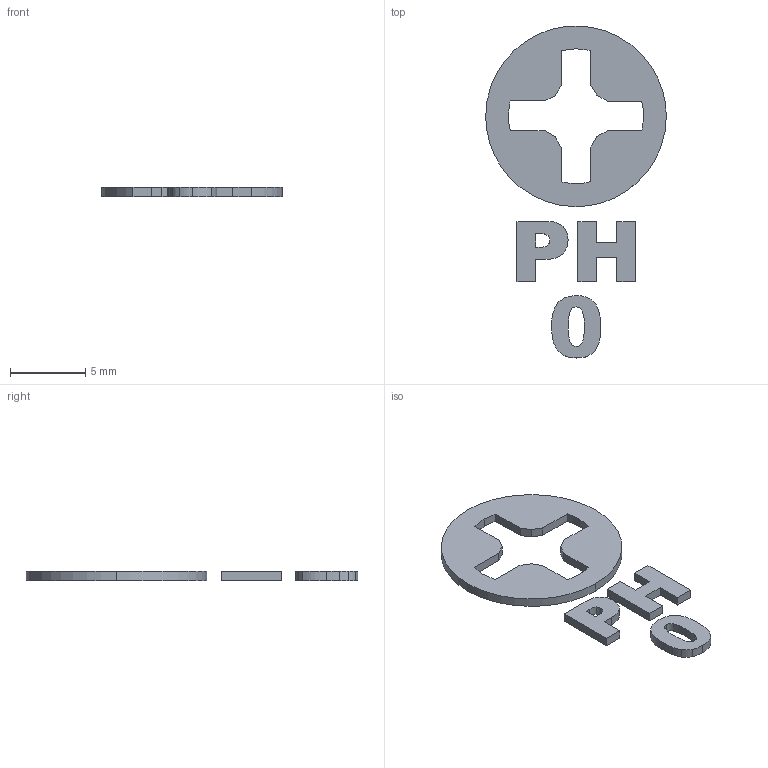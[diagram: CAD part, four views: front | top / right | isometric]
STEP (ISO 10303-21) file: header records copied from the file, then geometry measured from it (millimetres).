
FILE_DESCRIPTION(/* description */ (''),/* implementation_level */ '2;1');
FILE_NAME(/* name */ 'PH 0.step',/* time_stamp */ '2023-03-31T18:00:37+02:00',/* author */ (''),/* organization */ (''),/* preprocessor_version */ 'ST-DEVELOPER v19.2',/* originating_system */ 'Autodesk Translation Framework v11.17.0.187',/* authorisation */ '');
FILE_SCHEMA (('AUTOMOTIVE_DESIGN { 1 0 10303 214 3 1 1 }'));
Length unit declared in the file: millimetre
Products named in the file (1): PH 0
Bounding box: 12 x 22.06 x 0.6 mm (x, y, z)
Volume: 65.7 mm3; surface area: 295.4 mm2
Topology: 4 solids, 4 shells, 86 faces, 234 edges, 156 vertices
Faces by surface type: plane 44, bspline 42
Entity records: 3032 total; most frequent: CARTESIAN_POINT 1127, ORIENTED_EDGE 468, DIRECTION 240, EDGE_CURVE 234, VERTEX_POINT 156, LINE 150, VECTOR 150, EDGE_LOOP 92
